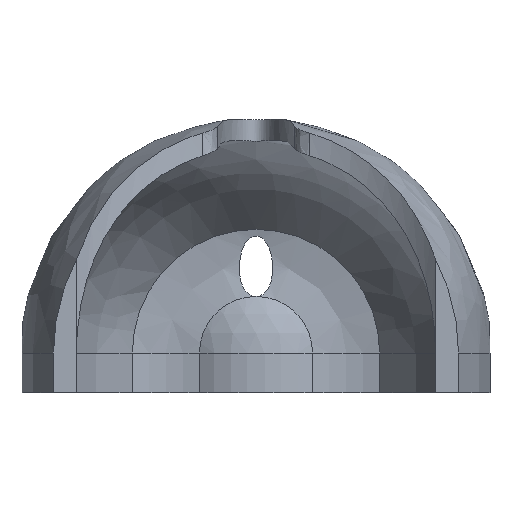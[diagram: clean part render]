
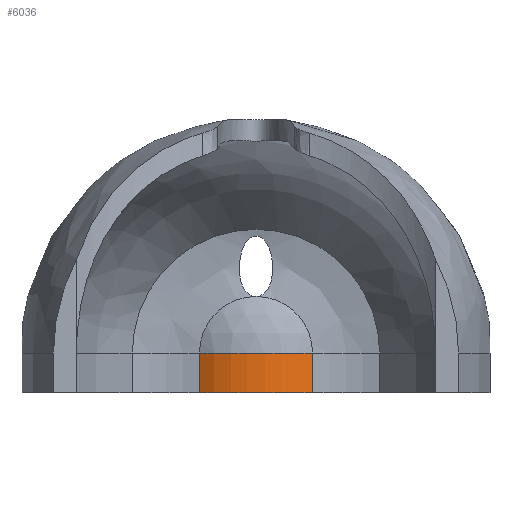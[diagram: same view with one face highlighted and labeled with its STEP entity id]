
A CAD part, left-side view. The second image highlights one B-rep face of the part: STEP entity #6036.
In plain terms, the highlighted cylindrical face has radius 25.479 mm (diameter 50.958 mm), a partial arc.
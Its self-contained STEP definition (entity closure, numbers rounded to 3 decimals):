
#3001 = PLANE('',#3002);
#3002 = AXIS2_PLACEMENT_3D('',#3003,#3004,#3005);
#3003 = CARTESIAN_POINT('',(51.98,40.,0.));
#3004 = DIRECTION('',(0.,0.,1.));
#3005 = DIRECTION('',(1.,0.,0.));
#5570 = VERTEX_POINT('',#5571);
#5571 = CARTESIAN_POINT('',(107.,54.181,10.));
#5608 = SPHERICAL_SURFACE('',#5609,25.479);
#5609 = AXIS2_PLACEMENT_3D('',#5610,#5611,#5612);
#5610 = CARTESIAN_POINT('',(128.168,40.,10.));
#5611 = DIRECTION('',(0.,0.,1.));
#5612 = DIRECTION('',(1.,0.,0.));
#5643 = VERTEX_POINT('',#5644);
#5644 = CARTESIAN_POINT('',(107.,25.819,10.));
#5747 = CYLINDRICAL_SURFACE('',#5748,31.838);
#5748 = AXIS2_PLACEMENT_3D('',#5749,#5750,#5751);
#5749 = CARTESIAN_POINT('',(76.077,18.244,0.));
#5750 = DIRECTION('',(0.,0.,1.));
#5751 = DIRECTION('',(0.957,-0.292,0.));
#5796 = CYLINDRICAL_SURFACE('',#5797,31.838);
#5797 = AXIS2_PLACEMENT_3D('',#5798,#5799,#5800);
#5798 = CARTESIAN_POINT('',(76.077,61.756,0.));
#5799 = DIRECTION('',(0.,0.,1.));
#5800 = DIRECTION('',(0.971,-0.238,0.));
#5893 = EDGE_CURVE('',#5570,#5643,#5894,.T.);
#5894 = SURFACE_CURVE('',#5895,(#5900,#5906),.PCURVE_S1.);
#5895 = CIRCLE('',#5896,25.479);
#5896 = AXIS2_PLACEMENT_3D('',#5897,#5898,#5899);
#5897 = CARTESIAN_POINT('',(128.168,40.,10.));
#5898 = DIRECTION('',(0.,0.,1.));
#5899 = DIRECTION('',(0.831,-0.557,0.));
#5900 = PCURVE('',#5608,#5901);
#5901 = DEFINITIONAL_REPRESENTATION('',(#5902),#5905);
#5902 = B_SPLINE_CURVE_WITH_KNOTS('',1,(#5903,#5904),.UNSPECIFIED.,.F.,
  .F.,(2,2),(3.142,4.322),.PIECEWISE_BEZIER_KNOTS.);
#5903 = CARTESIAN_POINT('',(2.551,0.));
#5904 = CARTESIAN_POINT('',(3.732,0.));
#5905 = ( GEOMETRIC_REPRESENTATION_CONTEXT(2) 
PARAMETRIC_REPRESENTATION_CONTEXT() REPRESENTATION_CONTEXT('2D SPACE',''
  ) );
#5906 = PCURVE('',#5907,#5912);
#5907 = CYLINDRICAL_SURFACE('',#5908,25.479);
#5908 = AXIS2_PLACEMENT_3D('',#5909,#5910,#5911);
#5909 = CARTESIAN_POINT('',(128.168,40.,0.));
#5910 = DIRECTION('',(0.,0.,1.));
#5911 = DIRECTION('',(0.831,-0.557,0.));
#5912 = DEFINITIONAL_REPRESENTATION('',(#5913),#5916);
#5913 = B_SPLINE_CURVE_WITH_KNOTS('',1,(#5914,#5915),.UNSPECIFIED.,.F.,
  .F.,(2,2),(3.142,4.322),.PIECEWISE_BEZIER_KNOTS.);
#5914 = CARTESIAN_POINT('',(3.142,10.));
#5915 = CARTESIAN_POINT('',(4.322,10.));
#5916 = ( GEOMETRIC_REPRESENTATION_CONTEXT(2) 
PARAMETRIC_REPRESENTATION_CONTEXT() REPRESENTATION_CONTEXT('2D SPACE',''
  ) );
#5994 = VERTEX_POINT('',#5995);
#5995 = CARTESIAN_POINT('',(107.,25.819,0.));
#6016 = EDGE_CURVE('',#5994,#5643,#6017,.T.);
#6017 = SURFACE_CURVE('',#6018,(#6022,#6028),.PCURVE_S1.);
#6018 = LINE('',#6019,#6020);
#6019 = CARTESIAN_POINT('',(107.,25.819,0.));
#6020 = VECTOR('',#6021,1.);
#6021 = DIRECTION('',(0.,0.,1.));
#6022 = PCURVE('',#5747,#6023);
#6023 = DEFINITIONAL_REPRESENTATION('',(#6024),#6027);
#6024 = B_SPLINE_CURVE_WITH_KNOTS('',1,(#6025,#6026),.UNSPECIFIED.,.F.,
  .F.,(2,2),(0.,10.),.PIECEWISE_BEZIER_KNOTS.);
#6025 = CARTESIAN_POINT('',(0.536,0.));
#6026 = CARTESIAN_POINT('',(0.536,10.));
#6027 = ( GEOMETRIC_REPRESENTATION_CONTEXT(2) 
PARAMETRIC_REPRESENTATION_CONTEXT() REPRESENTATION_CONTEXT('2D SPACE',''
  ) );
#6028 = PCURVE('',#5907,#6029);
#6029 = DEFINITIONAL_REPRESENTATION('',(#6030),#6033);
#6030 = B_SPLINE_CURVE_WITH_KNOTS('',1,(#6031,#6032),.UNSPECIFIED.,.F.,
  .F.,(2,2),(0.,10.),.PIECEWISE_BEZIER_KNOTS.);
#6031 = CARTESIAN_POINT('',(4.322,0.));
#6032 = CARTESIAN_POINT('',(4.322,10.));
#6033 = ( GEOMETRIC_REPRESENTATION_CONTEXT(2) 
PARAMETRIC_REPRESENTATION_CONTEXT() REPRESENTATION_CONTEXT('2D SPACE',''
  ) );
#6036 = ADVANCED_FACE('',(#6037),#5907,.T.);
#6037 = FACE_BOUND('',#6038,.T.);
#6038 = EDGE_LOOP('',(#6039,#6066,#6067,#6068));
#6039 = ORIENTED_EDGE('',*,*,#6040,.F.);
#6040 = EDGE_CURVE('',#5994,#6041,#6043,.T.);
#6041 = VERTEX_POINT('',#6042);
#6042 = CARTESIAN_POINT('',(107.,54.181,0.));
#6043 = SURFACE_CURVE('',#6044,(#6049,#6055),.PCURVE_S1.);
#6044 = CIRCLE('',#6045,25.479);
#6045 = AXIS2_PLACEMENT_3D('',#6046,#6047,#6048);
#6046 = CARTESIAN_POINT('',(128.168,40.,0.));
#6047 = DIRECTION('',(0.,0.,-1.));
#6048 = DIRECTION('',(0.831,-0.557,0.));
#6049 = PCURVE('',#5907,#6050);
#6050 = DEFINITIONAL_REPRESENTATION('',(#6051),#6054);
#6051 = B_SPLINE_CURVE_WITH_KNOTS('',1,(#6052,#6053),.UNSPECIFIED.,.F.,
  .F.,(2,2),(1.961,3.142),.PIECEWISE_BEZIER_KNOTS.);
#6052 = CARTESIAN_POINT('',(4.322,0.));
#6053 = CARTESIAN_POINT('',(3.142,0.));
#6054 = ( GEOMETRIC_REPRESENTATION_CONTEXT(2) 
PARAMETRIC_REPRESENTATION_CONTEXT() REPRESENTATION_CONTEXT('2D SPACE',''
  ) );
#6055 = PCURVE('',#3001,#6056);
#6056 = DEFINITIONAL_REPRESENTATION('',(#6057),#6065);
#6057 = ( BOUNDED_CURVE() B_SPLINE_CURVE(2,(#6058,#6059,#6060,#6061,
#6062,#6063,#6064),.UNSPECIFIED.,.F.,.F.) B_SPLINE_CURVE_WITH_KNOTS((1,2
    ,2,2,2,1),(-2.094,0.,2.094,4.189,
6.283,8.378),.UNSPECIFIED.) CURVE() 
GEOMETRIC_REPRESENTATION_ITEM() RATIONAL_B_SPLINE_CURVE((1.,0.5,1.,0.5,
1.,0.5,1.)) REPRESENTATION_ITEM('') );
#6058 = CARTESIAN_POINT('',(97.357,-14.181));
#6059 = CARTESIAN_POINT('',(72.795,-50.845));
#6060 = CARTESIAN_POINT('',(53.324,-11.242));
#6061 = CARTESIAN_POINT('',(33.852,28.361));
#6062 = CARTESIAN_POINT('',(77.885,25.423));
#6063 = CARTESIAN_POINT('',(121.918,22.484));
#6064 = CARTESIAN_POINT('',(97.357,-14.181));
#6065 = ( GEOMETRIC_REPRESENTATION_CONTEXT(2) 
PARAMETRIC_REPRESENTATION_CONTEXT() REPRESENTATION_CONTEXT('2D SPACE',''
  ) );
#6066 = ORIENTED_EDGE('',*,*,#6016,.T.);
#6067 = ORIENTED_EDGE('',*,*,#5893,.F.);
#6068 = ORIENTED_EDGE('',*,*,#6069,.F.);
#6069 = EDGE_CURVE('',#6041,#5570,#6070,.T.);
#6070 = SURFACE_CURVE('',#6071,(#6075,#6081),.PCURVE_S1.);
#6071 = LINE('',#6072,#6073);
#6072 = CARTESIAN_POINT('',(107.,54.181,0.));
#6073 = VECTOR('',#6074,1.);
#6074 = DIRECTION('',(0.,0.,1.));
#6075 = PCURVE('',#5907,#6076);
#6076 = DEFINITIONAL_REPRESENTATION('',(#6077),#6080);
#6077 = B_SPLINE_CURVE_WITH_KNOTS('',1,(#6078,#6079),.UNSPECIFIED.,.F.,
  .F.,(2,2),(0.,10.),.PIECEWISE_BEZIER_KNOTS.);
#6078 = CARTESIAN_POINT('',(3.142,0.));
#6079 = CARTESIAN_POINT('',(3.142,10.));
#6080 = ( GEOMETRIC_REPRESENTATION_CONTEXT(2) 
PARAMETRIC_REPRESENTATION_CONTEXT() REPRESENTATION_CONTEXT('2D SPACE',''
  ) );
#6081 = PCURVE('',#5796,#6082);
#6082 = DEFINITIONAL_REPRESENTATION('',(#6083),#6109);
#6083 = B_SPLINE_CURVE_WITH_KNOTS('',3,(#6084,#6085,#6086,#6087,#6088,
    #6089,#6090,#6091,#6092,#6093,#6094,#6095,#6096,#6097,#6098,#6099,
    #6100,#6101,#6102,#6103,#6104,#6105,#6106,#6107,#6108),
  .UNSPECIFIED.,.F.,.F.,(4,1,1,1,1,1,1,1,1,1,1,1,1,1,1,1,1,1,1,1,1,1,4),
  (0.,0.455,0.909,1.364,1.818,
    2.273,2.727,3.182,3.636,
    4.091,4.545,5.,5.455,5.909,
    6.364,6.818,7.273,7.727,
    8.182,8.636,9.091,9.545,10.),
  .QUASI_UNIFORM_KNOTS.);
#6084 = CARTESIAN_POINT('',(0.,0.));
#6085 = CARTESIAN_POINT('',(0.,0.152));
#6086 = CARTESIAN_POINT('',(0.,0.455));
#6087 = CARTESIAN_POINT('',(0.,0.909));
#6088 = CARTESIAN_POINT('',(0.,1.364));
#6089 = CARTESIAN_POINT('',(0.,1.818));
#6090 = CARTESIAN_POINT('',(0.,2.273));
#6091 = CARTESIAN_POINT('',(0.,2.727));
#6092 = CARTESIAN_POINT('',(0.,3.182));
#6093 = CARTESIAN_POINT('',(0.,3.636));
#6094 = CARTESIAN_POINT('',(0.,4.091));
#6095 = CARTESIAN_POINT('',(0.,4.545));
#6096 = CARTESIAN_POINT('',(0.,5.));
#6097 = CARTESIAN_POINT('',(0.,5.455));
#6098 = CARTESIAN_POINT('',(0.,5.909));
#6099 = CARTESIAN_POINT('',(0.,6.364));
#6100 = CARTESIAN_POINT('',(0.,6.818));
#6101 = CARTESIAN_POINT('',(0.,7.273));
#6102 = CARTESIAN_POINT('',(0.,7.727));
#6103 = CARTESIAN_POINT('',(0.,8.182));
#6104 = CARTESIAN_POINT('',(0.,8.636));
#6105 = CARTESIAN_POINT('',(0.,9.091));
#6106 = CARTESIAN_POINT('',(0.,9.545));
#6107 = CARTESIAN_POINT('',(0.,9.848));
#6108 = CARTESIAN_POINT('',(0.,10.));
#6109 = ( GEOMETRIC_REPRESENTATION_CONTEXT(2) 
PARAMETRIC_REPRESENTATION_CONTEXT() REPRESENTATION_CONTEXT('2D SPACE',''
  ) );
